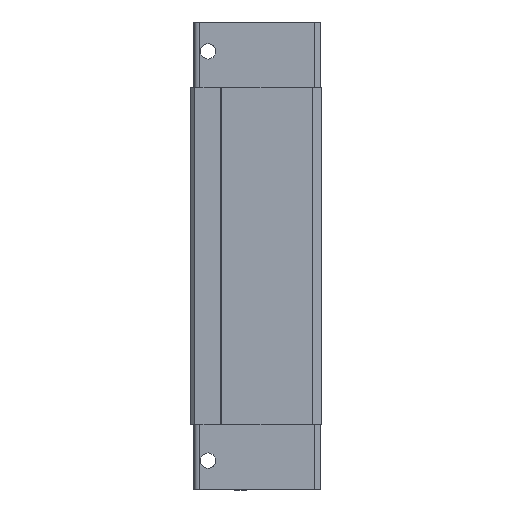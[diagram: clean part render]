
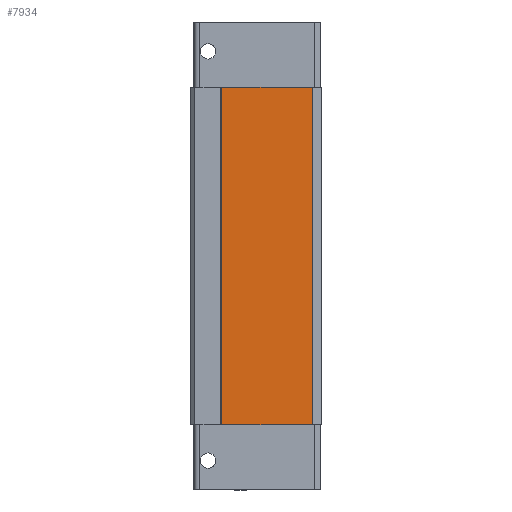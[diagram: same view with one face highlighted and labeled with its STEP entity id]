
A CAD part, left-side view. The second image highlights one B-rep face of the part: STEP entity #7934.
In plain terms, the highlighted planar face has unit normal (-1, 0, 0).
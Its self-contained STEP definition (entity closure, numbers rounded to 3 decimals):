
#1472 = AXIS2_PLACEMENT_3D ( 'NONE', #2851, #2857, #2858 ) ;
#2693 = CARTESIAN_POINT ( 'NONE',  ( -21.7, -6., 39.36 ) ) ;
#2694 = DIRECTION ( 'NONE',  ( 0., 0., 1. ) ) ;
#2739 = CARTESIAN_POINT ( 'NONE',  ( -21.7, 0., -32.8 ) ) ;
#2746 = DIRECTION ( 'NONE',  ( 0., -1., 0. ) ) ;
#2749 = CARTESIAN_POINT ( 'NONE',  ( -21.7, -23.65, 39.36 ) ) ;
#2750 = DIRECTION ( 'NONE',  ( 0., 0., 1. ) ) ;
#2753 = CARTESIAN_POINT ( 'NONE',  ( -21.7, 0., 32.8 ) ) ;
#2754 = DIRECTION ( 'NONE',  ( 0., -1., 0. ) ) ;
#2848 = PLANE ( 'NONE',  #1472 ) ;
#2851 = CARTESIAN_POINT ( 'NONE',  ( -21.7, -23.65, 39.36 ) ) ;
#2857 = DIRECTION ( 'NONE',  ( 1., 0., 0. ) ) ;
#2858 = DIRECTION ( 'NONE',  ( 0., 0., -1. ) ) ;
#3326 = LINE ( 'NONE', #2693, #3327 ) ;
#3327 = VECTOR ( 'NONE', #2694, 1000. ) ;
#3363 = LINE ( 'NONE', #2739, #3378 ) ;
#3373 = LINE ( 'NONE', #2753, #3384 ) ;
#3378 = VECTOR ( 'NONE', #2746, 1000. ) ;
#3381 = LINE ( 'NONE', #2749, #3382 ) ;
#3382 = VECTOR ( 'NONE', #2750, 1000. ) ;
#3384 = VECTOR ( 'NONE', #2754, 1000. ) ;
#3439 = FACE_OUTER_BOUND ( 'NONE', #5232, .T. ) ;
#3848 = VERTEX_POINT ( 'NONE', #3982 ) ;
#3850 = VERTEX_POINT ( 'NONE', #3984 ) ;
#3861 = VERTEX_POINT ( 'NONE', #7954 ) ;
#3864 = VERTEX_POINT ( 'NONE', #7957 ) ;
#3982 = CARTESIAN_POINT ( 'NONE',  ( -21.7, -6., 32.8 ) ) ;
#3984 = CARTESIAN_POINT ( 'NONE',  ( -21.7, -6., -32.8 ) ) ;
#5232 = EDGE_LOOP ( 'NONE', ( #7647, #7648, #7649, #7650 ) ) ;
#7105 = EDGE_CURVE ( 'NONE', #3850, #3848, #3326, .T. ) ;
#7131 = EDGE_CURVE ( 'NONE', #3850, #3864, #3363, .T. ) ;
#7133 = EDGE_CURVE ( 'NONE', #3864, #3861, #3381, .T. ) ;
#7135 = EDGE_CURVE ( 'NONE', #3848, #3861, #3373, .T. ) ;
#7647 = ORIENTED_EDGE ( 'NONE', *, *, #7135, .F. ) ;
#7648 = ORIENTED_EDGE ( 'NONE', *, *, #7105, .F. ) ;
#7649 = ORIENTED_EDGE ( 'NONE', *, *, #7131, .T. ) ;
#7650 = ORIENTED_EDGE ( 'NONE', *, *, #7133, .T. ) ;
#7934 = ADVANCED_FACE ( 'NONE', ( #3439 ), #2848, .F. ) ;
#7954 = CARTESIAN_POINT ( 'NONE',  ( -21.7, -23.65, 32.8 ) ) ;
#7957 = CARTESIAN_POINT ( 'NONE',  ( -21.7, -23.65, -32.8 ) ) ;
